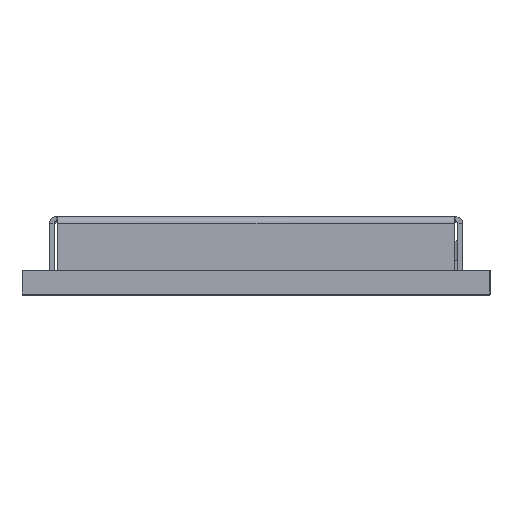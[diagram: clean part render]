
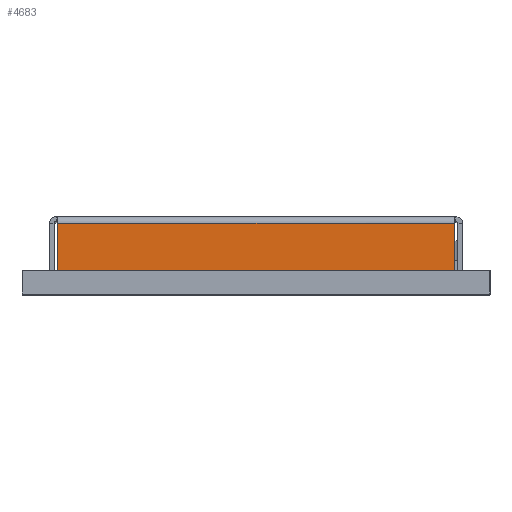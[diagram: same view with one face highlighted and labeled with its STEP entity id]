
A CAD part, top view. The second image highlights one B-rep face of the part: STEP entity #4683.
In plain terms, the highlighted planar face has unit normal (0, 0, 1).
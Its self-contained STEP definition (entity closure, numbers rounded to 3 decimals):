
#1169 = VECTOR ( 'NONE', #7281, 1000. ) ;
#2040 = ORIENTED_EDGE ( 'NONE', *, *, #11627, .T. ) ;
#2525 = AXIS2_PLACEMENT_3D ( 'NONE', #4952, #7716, #8892 ) ;
#2723 = ORIENTED_EDGE ( 'NONE', *, *, #3164, .T. ) ;
#2965 = EDGE_LOOP ( 'NONE', ( #12664, #2040, #2723, #14660 ) ) ;
#3164 = EDGE_CURVE ( 'NONE', #4650, #10959, #15168, .T. ) ;
#3395 = EDGE_CURVE ( 'NONE', #10959, #11827, #3738, .T. ) ;
#3738 = LINE ( 'NONE', #11770, #10165 ) ;
#3834 = CARTESIAN_POINT ( 'NONE',  ( -10.173, 1.2, 17.85 ) ) ;
#4650 = VERTEX_POINT ( 'NONE', #14932 ) ;
#4683 = ADVANCED_FACE ( 'NONE', ( #5198 ), #12549, .F. ) ;
#4952 = CARTESIAN_POINT ( 'NONE',  ( 0., 49.46, 17.85 ) ) ;
#5198 = FACE_OUTER_BOUND ( 'NONE', #2965, .T. ) ;
#5266 = DIRECTION ( 'NONE',  ( 0., -1., 0. ) ) ;
#5808 = EDGE_CURVE ( 'NONE', #11827, #10755, #8639, .T. ) ;
#7281 = DIRECTION ( 'NONE',  ( 0., 1., 0. ) ) ;
#7485 = CARTESIAN_POINT ( 'NONE',  ( 10.173, 1.2, 17.85 ) ) ;
#7716 = DIRECTION ( 'NONE',  ( 0., 0., -1. ) ) ;
#8639 = LINE ( 'NONE', #11047, #1169 ) ;
#8813 = CARTESIAN_POINT ( 'NONE',  ( -10.173, 1.2, 17.85 ) ) ;
#8892 = DIRECTION ( 'NONE',  ( -1., 0., 0. ) ) ;
#10165 = VECTOR ( 'NONE', #11680, 1000. ) ;
#10755 = VERTEX_POINT ( 'NONE', #14246 ) ;
#10959 = VERTEX_POINT ( 'NONE', #3834 ) ;
#11047 = CARTESIAN_POINT ( 'NONE',  ( 10.173, 49.46, 17.85 ) ) ;
#11627 = EDGE_CURVE ( 'NONE', #10755, #4650, #12533, .T. ) ;
#11680 = DIRECTION ( 'NONE',  ( 1., 0., 0. ) ) ;
#11770 = CARTESIAN_POINT ( 'NONE',  ( 0., 1.2, 17.85 ) ) ;
#11827 = VERTEX_POINT ( 'NONE', #7485 ) ;
#12533 = LINE ( 'NONE', #13879, #13045 ) ;
#12549 = PLANE ( 'NONE',  #2525 ) ;
#12664 = ORIENTED_EDGE ( 'NONE', *, *, #5808, .T. ) ;
#13045 = VECTOR ( 'NONE', #16327, 1000. ) ;
#13877 = VECTOR ( 'NONE', #5266, 1000. ) ;
#13879 = CARTESIAN_POINT ( 'NONE',  ( -10.173, 3.62, 17.85 ) ) ;
#14246 = CARTESIAN_POINT ( 'NONE',  ( 10.173, 3.62, 17.85 ) ) ;
#14660 = ORIENTED_EDGE ( 'NONE', *, *, #3395, .T. ) ;
#14932 = CARTESIAN_POINT ( 'NONE',  ( -10.173, 3.62, 17.85 ) ) ;
#15168 = LINE ( 'NONE', #8813, #13877 ) ;
#16327 = DIRECTION ( 'NONE',  ( -1., 0., 0. ) ) ;
